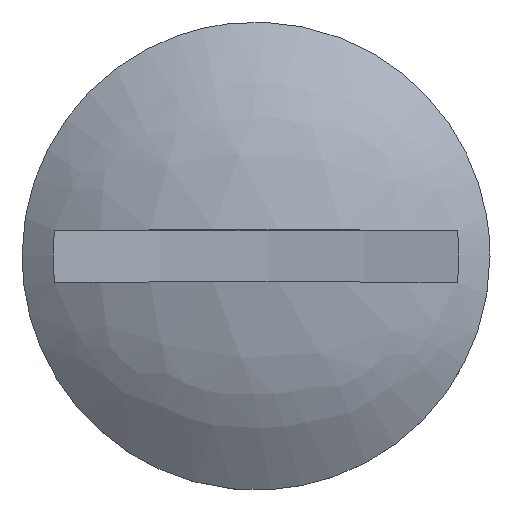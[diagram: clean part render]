
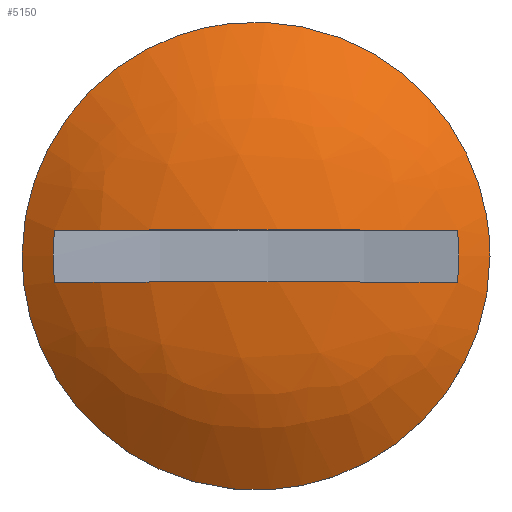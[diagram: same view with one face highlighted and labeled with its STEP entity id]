
A CAD part, top view. The second image highlights one B-rep face of the part: STEP entity #5150.
In plain terms, the highlighted free-form (B-spline) face has degree [2, 2] with [4, 4] control points.
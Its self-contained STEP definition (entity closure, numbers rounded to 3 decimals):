
#316=CARTESIAN_POINT('',(-1.062,8.937,0.8));
#317=VERTEX_POINT('',#316);
#323=CARTESIAN_POINT('',(9.0,0.0,0.8));
#324=VERTEX_POINT('',#323);
#325=CARTESIAN_POINT('',(-1.062,8.937,0.8));
#326=CARTESIAN_POINT('',(-0.533,9.0,0.8));
#327=CARTESIAN_POINT('',(0.0,9.0,0.8));
#328=CARTESIAN_POINT('',(9.0,9.0,0.8));
#329=CARTESIAN_POINT('',(9.0,0.0,0.8));
#337=(BOUNDED_CURVE()B_SPLINE_CURVE(2,(#325,#326,#327,#328,#329),.UNSPECIFIED.,.F.,.U.)B_SPLINE_CURVE_WITH_KNOTS((3,2,3),(0.23,0.25,0.5),.UNSPECIFIED.)CURVE()GEOMETRIC_REPRESENTATION_ITEM()RATIONAL_B_SPLINE_CURVE((0.956,0.976,1.0,0.707,1.0))REPRESENTATION_ITEM(''));
#338=EDGE_CURVE('',#317,#324,#337,.T.);
#340=CARTESIAN_POINT('',(0.549,-8.983,0.8));
#341=VERTEX_POINT('',#340);
#342=CARTESIAN_POINT('',(9.0,0.0,0.8));
#343=CARTESIAN_POINT('',(9.,-8.466,0.8));
#344=CARTESIAN_POINT('',(0.549,-8.983,0.8));
#352=(BOUNDED_CURVE()B_SPLINE_CURVE(2,(#342,#343,#344),.UNSPECIFIED.,.F.,.U.)B_SPLINE_CURVE_WITH_KNOTS((3,3),(0.5,0.739),.UNSPECIFIED.)CURVE()GEOMETRIC_REPRESENTATION_ITEM()RATIONAL_B_SPLINE_CURVE((1.0,0.72,0.976))REPRESENTATION_ITEM(''));
#353=EDGE_CURVE('',#324,#341,#352,.T.);
#427=CARTESIAN_POINT('',(-9.0,0.0,0.8));
#428=VERTEX_POINT('',#427);
#429=CARTESIAN_POINT('',(0.549,-8.983,0.8));
#430=CARTESIAN_POINT('',(0.275,-9.,0.8));
#431=CARTESIAN_POINT('',(0.0,-9.0,0.8));
#432=CARTESIAN_POINT('',(-9.0,-9.0,0.8));
#433=CARTESIAN_POINT('',(-9.0,0.0,0.8));
#441=(BOUNDED_CURVE()B_SPLINE_CURVE(2,(#429,#430,#431,#432,#433),.UNSPECIFIED.,.F.,.U.)B_SPLINE_CURVE_WITH_KNOTS((3,2,3),(0.739,0.75,1.0),.UNSPECIFIED.)CURVE()GEOMETRIC_REPRESENTATION_ITEM()RATIONAL_B_SPLINE_CURVE((0.976,0.988,1.0,0.707,1.0))REPRESENTATION_ITEM(''));
#442=EDGE_CURVE('',#341,#428,#441,.T.);
#444=CARTESIAN_POINT('',(-9.0,0.0,0.8));
#445=CARTESIAN_POINT('',(-9.,7.994,0.8));
#446=CARTESIAN_POINT('',(-1.062,8.937,0.8));
#454=(BOUNDED_CURVE()B_SPLINE_CURVE(2,(#444,#445,#446),.UNSPECIFIED.,.F.,.U.)B_SPLINE_CURVE_WITH_KNOTS((3,3),(0.0,0.23),.UNSPECIFIED.)CURVE()GEOMETRIC_REPRESENTATION_ITEM()RATIONAL_B_SPLINE_CURVE((1.0,0.731,0.956))REPRESENTATION_ITEM(''));
#455=EDGE_CURVE('',#428,#317,#454,.T.);
#4991=CARTESIAN_POINT('',(-7.756,-1.,1.6));
#4992=VERTEX_POINT('',#4991);
#4993=CARTESIAN_POINT('',(7.756,-1.,1.6));
#4994=VERTEX_POINT('',#4993);
#5008=CARTESIAN_POINT('',(7.756,-1.,1.6));
#5009=CARTESIAN_POINT('',(0.,-1.,6.3));
#5010=CARTESIAN_POINT('',(-7.756,-1.,1.6));
#5018=(BOUNDED_CURVE()B_SPLINE_CURVE(2,(#5008,#5009,#5010),.UNSPECIFIED.,.F.,.U.)CURVE()GEOMETRIC_REPRESENTATION_ITEM()QUASI_UNIFORM_CURVE()RATIONAL_B_SPLINE_CURVE((1.0,0.855,1.0))REPRESENTATION_ITEM(''));
#5019=EDGE_CURVE('',#4994,#4992,#5018,.T.);
#5029=CARTESIAN_POINT('',(7.756,1.0,1.6));
#5030=VERTEX_POINT('',#5029);
#5031=CARTESIAN_POINT('',(-7.756,1.0,1.6));
#5032=VERTEX_POINT('',#5031);
#5033=CARTESIAN_POINT('',(7.756,1.0,1.6));
#5034=CARTESIAN_POINT('',(0.,1.0,6.3));
#5035=CARTESIAN_POINT('',(-7.756,1.0,1.6));
#5043=(BOUNDED_CURVE()B_SPLINE_CURVE(2,(#5033,#5034,#5035),.UNSPECIFIED.,.F.,.U.)CURVE()GEOMETRIC_REPRESENTATION_ITEM()QUASI_UNIFORM_CURVE()RATIONAL_B_SPLINE_CURVE((1.0,0.855,1.0))REPRESENTATION_ITEM(''));
#5044=EDGE_CURVE('',#5030,#5032,#5043,.T.);
#5077=CARTESIAN_POINT('',(-7.756,-1.,1.6));
#5078=CARTESIAN_POINT('',(-7.788,-0.667,1.607));
#5079=CARTESIAN_POINT('',(-7.82,0.,1.613));
#5080=CARTESIAN_POINT('',(-7.788,0.667,1.607));
#5081=CARTESIAN_POINT('',(-7.756,1.0,1.6));
#5082=B_SPLINE_CURVE_WITH_KNOTS('',3,(#5077,#5078,#5079,#5080,#5081),.UNSPECIFIED.,.F.,.U.,(4,1,4),(0.0,0.5,1.0),.UNSPECIFIED.);
#5083=EDGE_CURVE('',#4992,#5032,#5082,.T.);
#5086=CARTESIAN_POINT('',(7.756,1.0,1.6));
#5087=CARTESIAN_POINT('',(7.788,0.667,1.607));
#5088=CARTESIAN_POINT('',(7.82,0.,1.613));
#5089=CARTESIAN_POINT('',(7.788,-0.667,1.607));
#5090=CARTESIAN_POINT('',(7.756,-1.,1.6));
#5091=B_SPLINE_CURVE_WITH_KNOTS('',3,(#5086,#5087,#5088,#5089,#5090),.UNSPECIFIED.,.F.,.U.,(4,1,4),(0.0,0.5,1.0),.UNSPECIFIED.);
#5092=EDGE_CURVE('',#5030,#4994,#5091,.T.);
#5114=CARTESIAN_POINT('',(-8.669,-8.668,-2.556));
#5115=CARTESIAN_POINT('',(-4.848,-9.696,0.245));
#5116=CARTESIAN_POINT('',(4.848,-9.696,0.245));
#5117=CARTESIAN_POINT('',(8.669,-8.668,-2.556));
#5118=CARTESIAN_POINT('',(-9.696,-4.848,0.245));
#5119=CARTESIAN_POINT('',(-5.5,-5.499,3.8));
#5120=CARTESIAN_POINT('',(5.5,-5.499,3.8));
#5121=CARTESIAN_POINT('',(9.696,-4.848,0.245));
#5122=CARTESIAN_POINT('',(-9.696,4.848,0.245));
#5123=CARTESIAN_POINT('',(-5.5,5.499,3.8));
#5124=CARTESIAN_POINT('',(5.5,5.499,3.8));
#5125=CARTESIAN_POINT('',(9.696,4.848,0.245));
#5126=CARTESIAN_POINT('',(-8.669,8.668,-2.556));
#5127=CARTESIAN_POINT('',(-4.848,9.696,0.245));
#5128=CARTESIAN_POINT('',(4.848,9.696,0.245));
#5129=CARTESIAN_POINT('',(8.669,8.668,-2.556));
#5137=(BOUNDED_SURFACE()B_SPLINE_SURFACE(2,2,((#5114,#5118,#5122,#5126),(#5115,#5119,#5123,#5127),(#5116,#5120,#5124,#5128),(#5117,#5121,#5125,#5129)),.UNSPECIFIED.,.F.,.F.,.U.)B_SPLINE_SURFACE_WITH_KNOTS((3,1,3),(3,1,3),(1.152,11.305,21.458),(1.153,11.305,21.458),.UNSPECIFIED.)GEOMETRIC_REPRESENTATION_ITEM()RATIONAL_B_SPLINE_SURFACE(((1.269,1.134,1.134,1.269),(1.134,1.0,1.0,1.134),(1.134,1.0,1.0,1.134),(1.269,1.134,1.134,1.269)))REPRESENTATION_ITEM('')SURFACE());
#5138=ORIENTED_EDGE('',*,*,#442,.F.);
#5139=ORIENTED_EDGE('',*,*,#353,.F.);
#5140=ORIENTED_EDGE('',*,*,#338,.F.);
#5141=ORIENTED_EDGE('',*,*,#455,.F.);
#5142=EDGE_LOOP('',(#5138,#5139,#5140,#5141));
#5143=FACE_OUTER_BOUND('',#5142,.T.);
#5144=ORIENTED_EDGE('',*,*,#5044,.F.);
#5145=ORIENTED_EDGE('',*,*,#5092,.T.);
#5146=ORIENTED_EDGE('',*,*,#5019,.T.);
#5147=ORIENTED_EDGE('',*,*,#5083,.T.);
#5148=EDGE_LOOP('',(#5144,#5145,#5146,#5147));
#5149=FACE_BOUND('',#5148,.T.);
#5150=ADVANCED_FACE('',(#5143,#5149),#5137,.T.);
